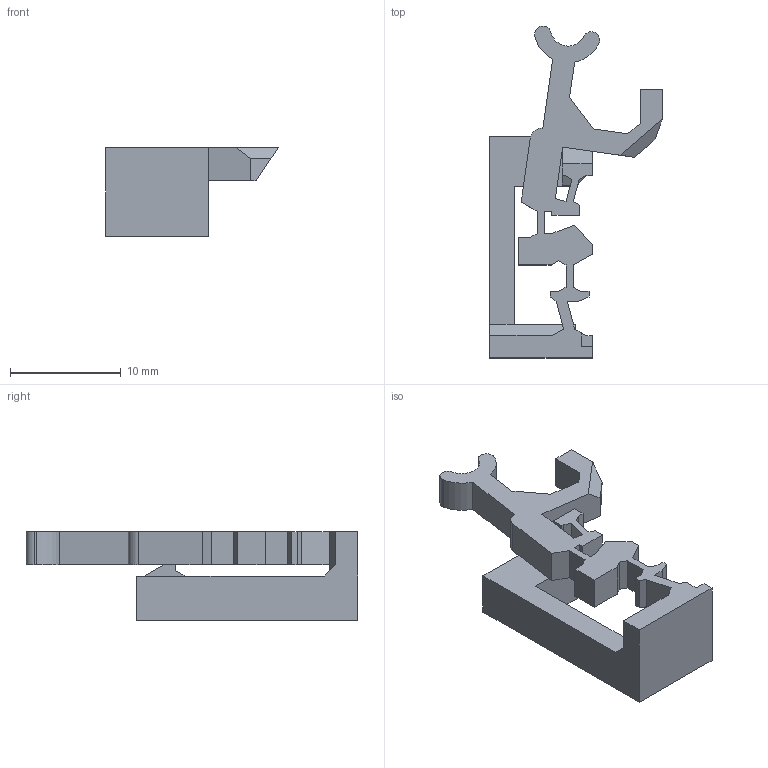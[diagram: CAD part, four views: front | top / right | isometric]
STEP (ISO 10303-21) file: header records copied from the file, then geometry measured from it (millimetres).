
FILE_DESCRIPTION (( 'STEP AP214' ), '1' );
FILE_NAME ('switch-one-hinge-angled-increase-angle.STEP', '2025-11-06T22:21:14', ( '' ), ( '' ), 'SwSTEP 2.0', 'SolidWorks 2025', '' );
FILE_SCHEMA (( 'AUTOMOTIVE_DESIGN' ));
Length unit declared in the file: millimetre
Products named in the file (1): switch-one-hinge-angled-increase-angle
Bounding box: 15.58 x 29.92 x 8 mm (x, y, z)
Volume: 751.4 mm3; surface area: 1105.6 mm2
Topology: 1 solids, 1 shells, 88 faces, 258 edges, 170 vertices
Faces by surface type: plane 81, cylinder 7
Entity records: 2895 total; most frequent: CARTESIAN_POINT 517, ORIENTED_EDGE 516, DIRECTION 450, EDGE_CURVE 258, LINE 244, VECTOR 244, VERTEX_POINT 170, AXIS2_PLACEMENT_3D 103
